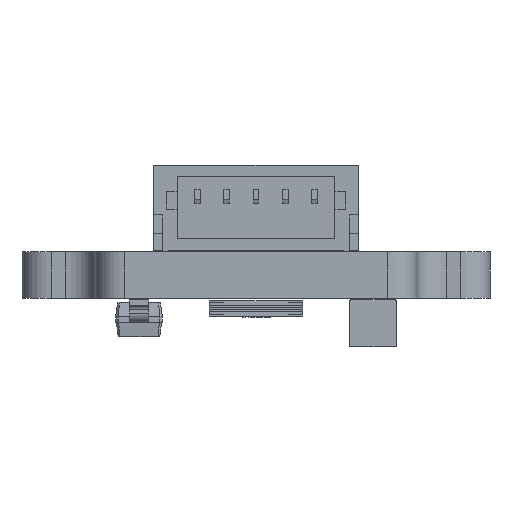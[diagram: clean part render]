
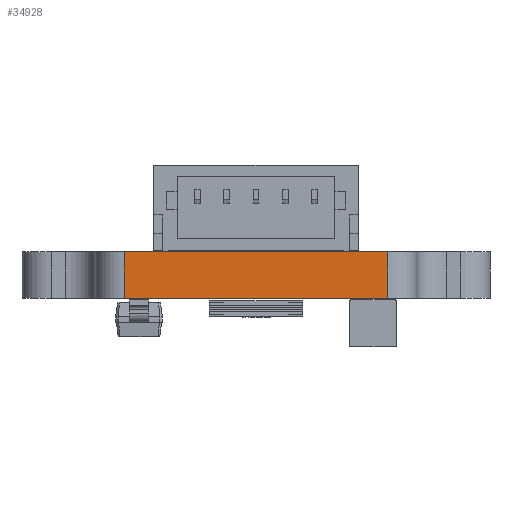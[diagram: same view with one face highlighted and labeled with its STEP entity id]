
A CAD part, front view. The second image highlights one B-rep face of the part: STEP entity #34928.
In plain terms, the highlighted planar face has unit normal (0, -1, 0).
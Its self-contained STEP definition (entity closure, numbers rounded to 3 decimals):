
#32646 = PLANE('',#32647);
#32647 = AXIS2_PLACEMENT_3D('',#32648,#32649,#32650);
#32648 = CARTESIAN_POINT('',(140.,-111.203,1.6));
#32649 = DIRECTION('',(0.,0.,1.));
#32650 = DIRECTION('',(1.,0.,0.));
#32700 = PLANE('',#32701);
#32701 = AXIS2_PLACEMENT_3D('',#32702,#32703,#32704);
#32702 = CARTESIAN_POINT('',(140.,-111.203,0.));
#32703 = DIRECTION('',(0.,0.,1.));
#32704 = DIRECTION('',(1.,0.,0.));
#33066 = VERTEX_POINT('',#33067);
#33067 = CARTESIAN_POINT('',(135.5,-121.635,0.));
#33082 = CYLINDRICAL_SURFACE('',#33083,1.);
#33083 = AXIS2_PLACEMENT_3D('',#33084,#33085,#33086);
#33084 = CARTESIAN_POINT('',(135.5,-120.635,0.));
#33085 = DIRECTION('',(0.,0.,-1.));
#33086 = DIRECTION('',(1.,0.,0.));
#33094 = EDGE_CURVE('',#33066,#33095,#33097,.T.);
#33095 = VERTEX_POINT('',#33096);
#33096 = CARTESIAN_POINT('',(144.5,-121.635,0.));
#33097 = SURFACE_CURVE('',#33098,(#33102,#33109),.PCURVE_S1.);
#33098 = LINE('',#33099,#33100);
#33099 = CARTESIAN_POINT('',(135.5,-121.635,0.));
#33100 = VECTOR('',#33101,1.);
#33101 = DIRECTION('',(1.,0.,0.));
#33102 = PCURVE('',#32700,#33103);
#33103 = DEFINITIONAL_REPRESENTATION('',(#33104),#33108);
#33104 = LINE('',#33105,#33106);
#33105 = CARTESIAN_POINT('',(-4.5,-10.432));
#33106 = VECTOR('',#33107,1.);
#33107 = DIRECTION('',(1.,0.));
#33108 = ( GEOMETRIC_REPRESENTATION_CONTEXT(2) 
PARAMETRIC_REPRESENTATION_CONTEXT() REPRESENTATION_CONTEXT('2D SPACE',''
  ) );
#33109 = PCURVE('',#33110,#33115);
#33110 = PLANE('',#33111);
#33111 = AXIS2_PLACEMENT_3D('',#33112,#33113,#33114);
#33112 = CARTESIAN_POINT('',(135.5,-121.635,0.));
#33113 = DIRECTION('',(0.,1.,0.));
#33114 = DIRECTION('',(1.,0.,0.));
#33115 = DEFINITIONAL_REPRESENTATION('',(#33116),#33120);
#33116 = LINE('',#33117,#33118);
#33117 = CARTESIAN_POINT('',(0.,0.));
#33118 = VECTOR('',#33119,1.);
#33119 = DIRECTION('',(1.,0.));
#33120 = ( GEOMETRIC_REPRESENTATION_CONTEXT(2) 
PARAMETRIC_REPRESENTATION_CONTEXT() REPRESENTATION_CONTEXT('2D SPACE',''
  ) );
#33139 = CYLINDRICAL_SURFACE('',#33140,1.);
#33140 = AXIS2_PLACEMENT_3D('',#33141,#33142,#33143);
#33141 = CARTESIAN_POINT('',(144.5,-120.635,0.));
#33142 = DIRECTION('',(0.,0.,-1.));
#33143 = DIRECTION('',(1.,0.,0.));
#33983 = VERTEX_POINT('',#33984);
#33984 = CARTESIAN_POINT('',(135.5,-121.635,1.6));
#34006 = EDGE_CURVE('',#33983,#34007,#34009,.T.);
#34007 = VERTEX_POINT('',#34008);
#34008 = CARTESIAN_POINT('',(144.5,-121.635,1.6));
#34009 = SURFACE_CURVE('',#34010,(#34014,#34021),.PCURVE_S1.);
#34010 = LINE('',#34011,#34012);
#34011 = CARTESIAN_POINT('',(135.5,-121.635,1.6));
#34012 = VECTOR('',#34013,1.);
#34013 = DIRECTION('',(1.,0.,0.));
#34014 = PCURVE('',#32646,#34015);
#34015 = DEFINITIONAL_REPRESENTATION('',(#34016),#34020);
#34016 = LINE('',#34017,#34018);
#34017 = CARTESIAN_POINT('',(-4.5,-10.432));
#34018 = VECTOR('',#34019,1.);
#34019 = DIRECTION('',(1.,0.));
#34020 = ( GEOMETRIC_REPRESENTATION_CONTEXT(2) 
PARAMETRIC_REPRESENTATION_CONTEXT() REPRESENTATION_CONTEXT('2D SPACE',''
  ) );
#34021 = PCURVE('',#33110,#34022);
#34022 = DEFINITIONAL_REPRESENTATION('',(#34023),#34027);
#34023 = LINE('',#34024,#34025);
#34024 = CARTESIAN_POINT('',(0.,-1.6));
#34025 = VECTOR('',#34026,1.);
#34026 = DIRECTION('',(1.,0.));
#34027 = ( GEOMETRIC_REPRESENTATION_CONTEXT(2) 
PARAMETRIC_REPRESENTATION_CONTEXT() REPRESENTATION_CONTEXT('2D SPACE',''
  ) );
#34878 = EDGE_CURVE('',#33095,#34007,#34879,.T.);
#34879 = SURFACE_CURVE('',#34880,(#34884,#34891),.PCURVE_S1.);
#34880 = LINE('',#34881,#34882);
#34881 = CARTESIAN_POINT('',(144.5,-121.635,0.));
#34882 = VECTOR('',#34883,1.);
#34883 = DIRECTION('',(0.,0.,1.));
#34884 = PCURVE('',#33139,#34885);
#34885 = DEFINITIONAL_REPRESENTATION('',(#34886),#34890);
#34886 = LINE('',#34887,#34888);
#34887 = CARTESIAN_POINT('',(-4.712,0.));
#34888 = VECTOR('',#34889,1.);
#34889 = DIRECTION('',(0.,-1.));
#34890 = ( GEOMETRIC_REPRESENTATION_CONTEXT(2) 
PARAMETRIC_REPRESENTATION_CONTEXT() REPRESENTATION_CONTEXT('2D SPACE',''
  ) );
#34891 = PCURVE('',#33110,#34892);
#34892 = DEFINITIONAL_REPRESENTATION('',(#34893),#34897);
#34893 = LINE('',#34894,#34895);
#34894 = CARTESIAN_POINT('',(9.,0.));
#34895 = VECTOR('',#34896,1.);
#34896 = DIRECTION('',(0.,-1.));
#34897 = ( GEOMETRIC_REPRESENTATION_CONTEXT(2) 
PARAMETRIC_REPRESENTATION_CONTEXT() REPRESENTATION_CONTEXT('2D SPACE',''
  ) );
#34928 = ADVANCED_FACE('',(#34929),#33110,.F.);
#34929 = FACE_BOUND('',#34930,.F.);
#34930 = EDGE_LOOP('',(#34931,#34952,#34953,#34954));
#34931 = ORIENTED_EDGE('',*,*,#34932,.T.);
#34932 = EDGE_CURVE('',#33066,#33983,#34933,.T.);
#34933 = SURFACE_CURVE('',#34934,(#34938,#34945),.PCURVE_S1.);
#34934 = LINE('',#34935,#34936);
#34935 = CARTESIAN_POINT('',(135.5,-121.635,0.));
#34936 = VECTOR('',#34937,1.);
#34937 = DIRECTION('',(0.,0.,1.));
#34938 = PCURVE('',#33110,#34939);
#34939 = DEFINITIONAL_REPRESENTATION('',(#34940),#34944);
#34940 = LINE('',#34941,#34942);
#34941 = CARTESIAN_POINT('',(0.,0.));
#34942 = VECTOR('',#34943,1.);
#34943 = DIRECTION('',(0.,-1.));
#34944 = ( GEOMETRIC_REPRESENTATION_CONTEXT(2) 
PARAMETRIC_REPRESENTATION_CONTEXT() REPRESENTATION_CONTEXT('2D SPACE',''
  ) );
#34945 = PCURVE('',#33082,#34946);
#34946 = DEFINITIONAL_REPRESENTATION('',(#34947),#34951);
#34947 = LINE('',#34948,#34949);
#34948 = CARTESIAN_POINT('',(-4.712,0.));
#34949 = VECTOR('',#34950,1.);
#34950 = DIRECTION('',(0.,-1.));
#34951 = ( GEOMETRIC_REPRESENTATION_CONTEXT(2) 
PARAMETRIC_REPRESENTATION_CONTEXT() REPRESENTATION_CONTEXT('2D SPACE',''
  ) );
#34952 = ORIENTED_EDGE('',*,*,#34006,.T.);
#34953 = ORIENTED_EDGE('',*,*,#34878,.F.);
#34954 = ORIENTED_EDGE('',*,*,#33094,.F.);
